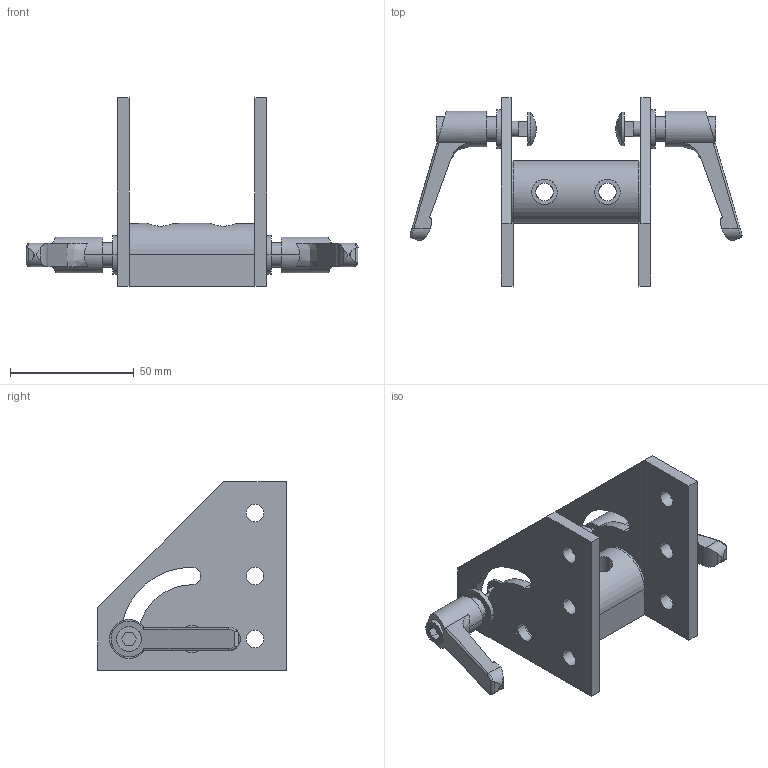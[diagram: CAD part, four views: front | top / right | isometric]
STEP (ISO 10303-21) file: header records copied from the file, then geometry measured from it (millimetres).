
FILE_DESCRIPTION((''),'2;1');
FILE_NAME('10HI8363.stp','2015-07-14T08:17:40',(''),(''),'Mechanical Desktop 2011','Mechanical Desktop 2011',', , ');
FILE_SCHEMA(('AUTOMOTIVE_DESIGN { 1 2 10303 214 1 1 1 1 }'));
Length unit declared in the file: inch
Products named in the file (1): Product
Bounding box: 133.93 x 76.2 x 76.2 mm (x, y, z)
Volume: 74949.5 mm3; surface area: 38715.2 mm2
Topology: 13 solids, 13 shells, 212 faces, 510 edges, 334 vertices
Faces by surface type: cylinder 81, bspline 67, plane 58, cone 4, sphere 2
Entity records: 7797 total; most frequent: CARTESIAN_POINT 2866, ORIENTED_EDGE 1012, DIRECTION 952, EDGE_CURVE 506, AXIS2_PLACEMENT_3D 356, VERTEX_POINT 334, EDGE_LOOP 268, VECTOR 240
